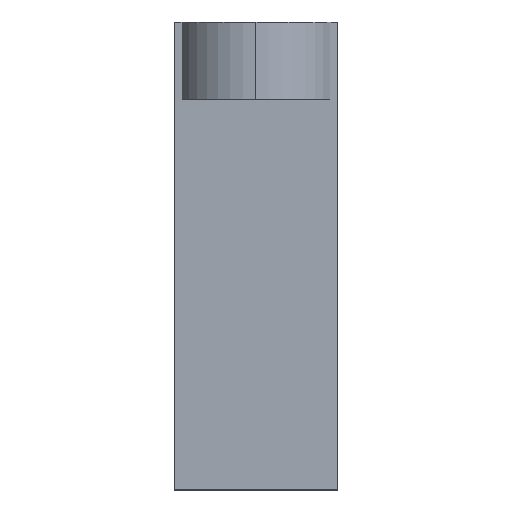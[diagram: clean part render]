
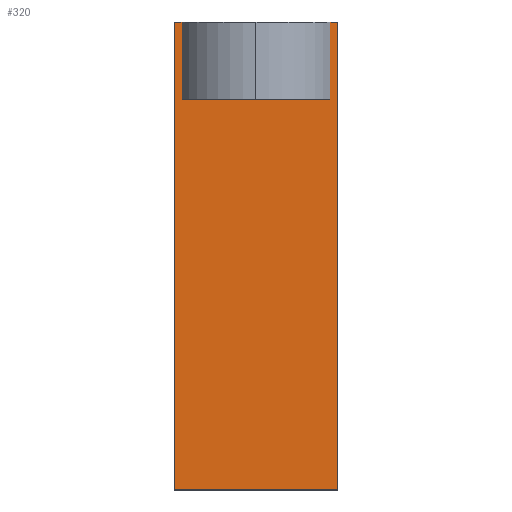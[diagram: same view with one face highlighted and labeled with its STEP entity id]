
A CAD part, top view. The second image highlights one B-rep face of the part: STEP entity #320.
In plain terms, the highlighted planar face has unit normal (0, 0, 1).
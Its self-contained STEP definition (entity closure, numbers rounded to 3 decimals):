
#6 = LINE ( 'NONE', #105, #147 ) ;
#8 = ORIENTED_EDGE ( 'NONE', *, *, #53, .T. ) ;
#11 = VECTOR ( 'NONE', #366, 1000. ) ;
#12 = CARTESIAN_POINT ( 'NONE',  ( -35., -100., 15. ) ) ;
#13 = VERTEX_POINT ( 'NONE', #12 ) ;
#38 = EDGE_CURVE ( 'NONE', #233, #13, #331, .T. ) ;
#41 = LINE ( 'NONE', #130, #217 ) ;
#53 = EDGE_CURVE ( 'NONE', #13, #132, #360, .T. ) ;
#65 = VERTEX_POINT ( 'NONE', #335 ) ;
#66 = CARTESIAN_POINT ( 'NONE',  ( -35., 100., 15. ) ) ;
#67 = VECTOR ( 'NONE', #302, 1000. ) ;
#70 = PLANE ( 'NONE',  #122 ) ;
#79 = ORIENTED_EDGE ( 'NONE', *, *, #277, .T. ) ;
#80 = EDGE_LOOP ( 'NONE', ( #148, #152, #176, #117, #387, #8, #145, #79 ) ) ;
#88 = VECTOR ( 'NONE', #291, 1000. ) ;
#99 = CARTESIAN_POINT ( 'NONE',  ( 31.623, 67., 15. ) ) ;
#102 = DIRECTION ( 'NONE',  ( 1., 0., 0. ) ) ;
#105 = CARTESIAN_POINT ( 'NONE',  ( 0., 67., 15. ) ) ;
#115 = VECTOR ( 'NONE', #155, 1000. ) ;
#117 = ORIENTED_EDGE ( 'NONE', *, *, #389, .T. ) ;
#118 = LINE ( 'NONE', #124, #88 ) ;
#122 = AXIS2_PLACEMENT_3D ( 'NONE', #196, #194, #102 ) ;
#124 = CARTESIAN_POINT ( 'NONE',  ( 35., 100., 15. ) ) ;
#130 = CARTESIAN_POINT ( 'NONE',  ( -31.623, 67., 15. ) ) ;
#132 = VERTEX_POINT ( 'NONE', #177 ) ;
#138 = CARTESIAN_POINT ( 'NONE',  ( -35., 100., 15. ) ) ;
#144 = LINE ( 'NONE', #276, #11 ) ;
#145 = ORIENTED_EDGE ( 'NONE', *, *, #414, .T. ) ;
#147 = VECTOR ( 'NONE', #353, 1000. ) ;
#148 = ORIENTED_EDGE ( 'NONE', *, *, #227, .F. ) ;
#152 = ORIENTED_EDGE ( 'NONE', *, *, #297, .F. ) ;
#155 = DIRECTION ( 'NONE',  ( -1., 0., 0. ) ) ;
#162 = LINE ( 'NONE', #261, #191 ) ;
#165 = CARTESIAN_POINT ( 'NONE',  ( -35., 100., 15. ) ) ;
#170 = VERTEX_POINT ( 'NONE', #175 ) ;
#175 = CARTESIAN_POINT ( 'NONE',  ( -31.623, 67., 15. ) ) ;
#176 = ORIENTED_EDGE ( 'NONE', *, *, #257, .T. ) ;
#177 = CARTESIAN_POINT ( 'NONE',  ( 35., -100., 15. ) ) ;
#191 = VECTOR ( 'NONE', #269, 1000. ) ;
#194 = DIRECTION ( 'NONE',  ( 0., 0., 1. ) ) ;
#196 = CARTESIAN_POINT ( 'NONE',  ( 0., 0., 15. ) ) ;
#203 = CARTESIAN_POINT ( 'NONE',  ( -35., -100., 15. ) ) ;
#217 = VECTOR ( 'NONE', #226, 1000. ) ;
#226 = DIRECTION ( 'NONE',  ( 0., 1., 0. ) ) ;
#227 = EDGE_CURVE ( 'NONE', #267, #281, #144, .T. ) ;
#233 = VERTEX_POINT ( 'NONE', #165 ) ;
#257 = EDGE_CURVE ( 'NONE', #170, #355, #41, .T. ) ;
#261 = CARTESIAN_POINT ( 'NONE',  ( -35., 100., 15. ) ) ;
#267 = VERTEX_POINT ( 'NONE', #99 ) ;
#269 = DIRECTION ( 'NONE',  ( -1., 0., 0. ) ) ;
#276 = CARTESIAN_POINT ( 'NONE',  ( 31.623, 67., 15. ) ) ;
#277 = EDGE_CURVE ( 'NONE', #65, #281, #162, .T. ) ;
#281 = VERTEX_POINT ( 'NONE', #385 ) ;
#282 = LINE ( 'NONE', #66, #115 ) ;
#285 = CARTESIAN_POINT ( 'NONE',  ( -31.623, 100., 15. ) ) ;
#286 = VECTOR ( 'NONE', #334, 1000. ) ;
#291 = DIRECTION ( 'NONE',  ( 0., 1., 0. ) ) ;
#293 = FACE_OUTER_BOUND ( 'NONE', #80, .T. ) ;
#297 = EDGE_CURVE ( 'NONE', #170, #267, #6, .T. ) ;
#302 = DIRECTION ( 'NONE',  ( 0., -1., 0. ) ) ;
#320 = ADVANCED_FACE ( 'NONE', ( #293 ), #70, .T. ) ;
#331 = LINE ( 'NONE', #138, #67 ) ;
#334 = DIRECTION ( 'NONE',  ( 1., 0., 0. ) ) ;
#335 = CARTESIAN_POINT ( 'NONE',  ( 35., 100., 15. ) ) ;
#353 = DIRECTION ( 'NONE',  ( 1., 0., 0. ) ) ;
#355 = VERTEX_POINT ( 'NONE', #285 ) ;
#360 = LINE ( 'NONE', #203, #286 ) ;
#366 = DIRECTION ( 'NONE',  ( 0., 1., 0. ) ) ;
#385 = CARTESIAN_POINT ( 'NONE',  ( 31.623, 100., 15. ) ) ;
#387 = ORIENTED_EDGE ( 'NONE', *, *, #38, .T. ) ;
#389 = EDGE_CURVE ( 'NONE', #355, #233, #282, .T. ) ;
#414 = EDGE_CURVE ( 'NONE', #132, #65, #118, .T. ) ;
